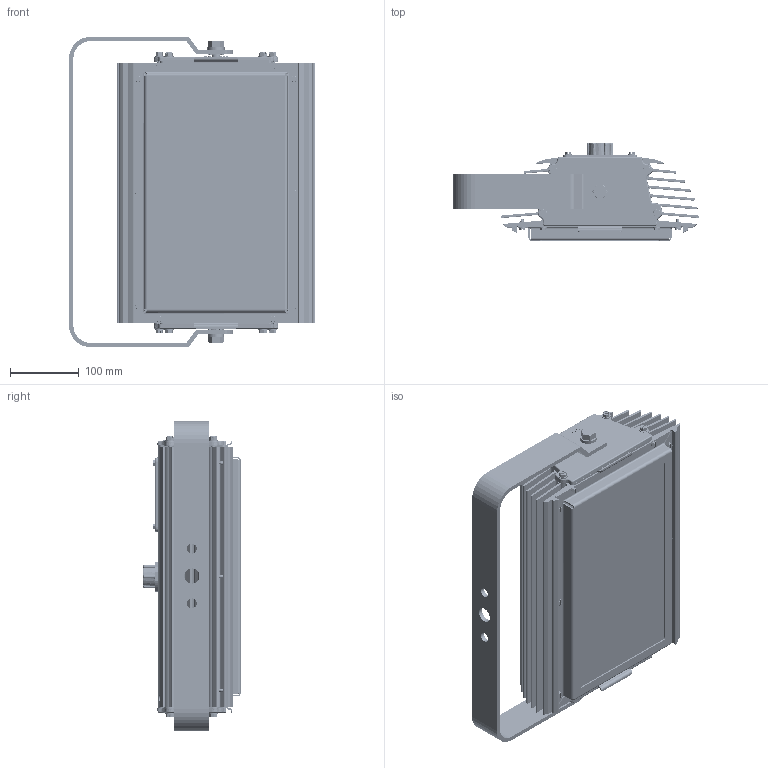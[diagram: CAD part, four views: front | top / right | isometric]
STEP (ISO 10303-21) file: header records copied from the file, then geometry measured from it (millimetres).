
FILE_DESCRIPTION(/* description */ ('KFL FLOOD ASSEMBLY'),/* implementation_level */ '2;1');
FILE_NAME(/* name */ 'KIL_KFLXXXXXXX.stp',/* time_stamp */ '2019-03-11T13:32:27-05:00',/* author */ ('mbednara'),/* organization */ (''),/* preprocessor_version */ 'ST-DEVELOPER v17',/* originating_system */ 'Autodesk Inventor 2018',/* authorisation */ '');
FILE_SCHEMA (('AUTOMOTIVE_DESIGN { 1 0 10303 214 3 1 1 }'));
Products named in the file (36): 23475; 23000; 23005; 23007; 23011; 23039; 22800380404; ASME B18.21.1 - 1/2. Carbon Steel; ASME B18.21.1 - 9/16; ASME B18.21.1 - 1/2; ANSI/ASME B18.2.1 - 1/2-13 UNC - 0.75; ANSI B18.6.4 - 1/4-20 UNC - 0.75; 23099; 23099_1; 23292; 23293; LED_CREE_XM_L; 1041880210; ANSI B18.6.4 - 4-40 UNC - 0.375; ANSI B18.6.4 - 4-40 UNC - 0.25; 23347; ANSI B18.6.4 - 10-24 UNC - 0.5; 21667; 93056698; ANSI B18.6.4 - 10-24 UNC - 0.375; SEE NX FILE 15884; 24079-2; 23666; 23666_1; NO DRAWING; 0.75 Hub Assembly; 0.75 Hub Body As Machined; 15722HBYB; Raco C-1-7910; 0.75 Lock Nut Machined; BINDING HEAD CH MACHINE SCREW
Assembly tree (97 placements, depth 3):
  23475
    23000
    23005  x2
    23007
    23011  x2
    23039
    22800380404
    ASME B18.21.1 - 1/2. Carbon Steel  x2
    ASME B18.21.1 - 9/16
    ASME B18.21.1 - 1/2
    ANSI/ASME B18.2.1 - 1/2-13 UNC - 0.75  x2
    ANSI B18.6.4 - 1/4-20 UNC - 0.75  x8
    23099
      23099_1
    ANSI B18.6.4 - 10-24 UNC - 0.5  x16
    23292  x3
      23293
      LED_CREE_XM_L
      1041880210
    ANSI B18.6.4 - 4-40 UNC - 0.375  x9
    ANSI B18.6.4 - 4-40 UNC - 0.25  x6
    23347
    21667
    93056698
    ANSI B18.6.4 - 10-24 UNC - 0.375  x2
    SEE NX FILE 15884
    24079-2
    23666
      23666_1
      NO DRAWING  x2
    0.75 Hub Assembly
      0.75 Hub Body As Machined
      15722HBYB
      Raco C-1-7910
      0.75 Lock Nut Machined
      BINDING HEAD CH MACHINE SCREW
Bounding box: 357.29 x 141.42 x 450.85 mm (x, y, z)
Volume: 4519750.9 mm3; surface area: 1970555 mm2
Topology: 135 solids, 137 shells, 7078 faces, 18498 edges, 11906 vertices
Faces by surface type: plane 3302, cylinder 1656, bspline 696, cone 634, torus 421, sphere 369
Full cylindrical faces by diameter (mm): 2.845 x15, 3.048 x25, 3.175 x6, 3.658 x15, 3.802 x9, 3.962 x1, 4.293 x20, 4.394 x18, 4.643 x1, 4.826 x26, 4.978 x8, 5.207 x1, 6.35 x18, 9.652 x1, 10.516 x19, 10.592 x2, 12.7 x2, 13.03 x2, 13.208 x8, 14.275 x4, 19.05 x2, 20.574 x1, 22.225 x1, 23.368 x1, 24.46 x1, 25.4 x2, 26.162 x1, 26.924 x1
Entity records: 160694 total; most frequent: CARTESIAN_POINT 46502, ORIENTED_EDGE 23716, DIRECTION 21884, EDGE_CURVE 11858, AXIS2_PLACEMENT_3D 7810, VERTEX_POINT 7548, LINE 6264, VECTOR 6264
